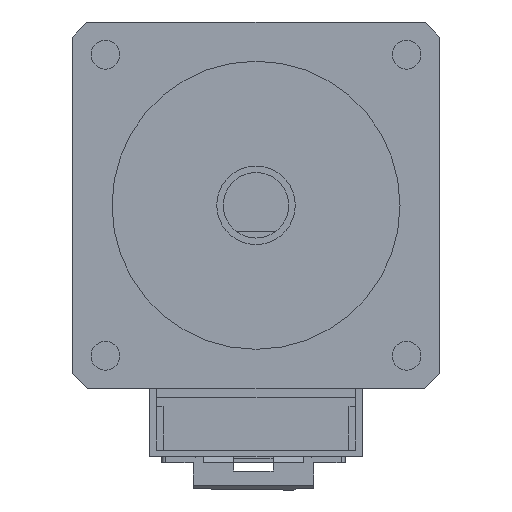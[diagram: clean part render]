
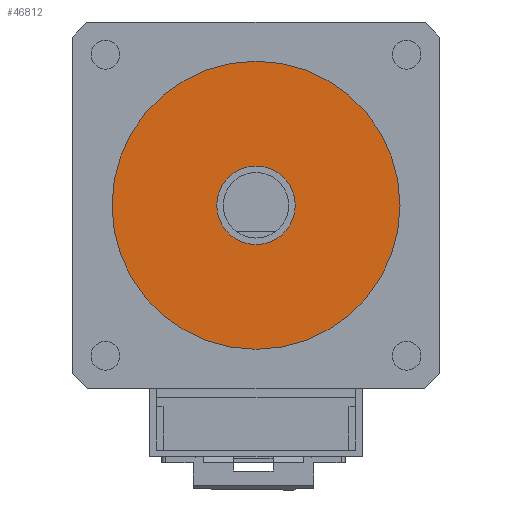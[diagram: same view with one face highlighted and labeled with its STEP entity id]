
A CAD part, front view. The second image highlights one B-rep face of the part: STEP entity #46812.
In plain terms, the highlighted planar face has unit normal (0, -1, 0).
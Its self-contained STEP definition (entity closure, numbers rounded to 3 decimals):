
#1569 = CIRCLE ( 'NONE', #37469, 3. ) ;
#8496 = CIRCLE ( 'NONE', #37067, 3. ) ;
#9889 = PLANE ( 'NONE',  #15028 ) ;
#10054 = DIRECTION ( 'NONE',  ( 0., -1., 0. ) ) ;
#10804 = DIRECTION ( 'NONE',  ( 0., 1., 0. ) ) ;
#12398 = ORIENTED_EDGE ( 'NONE', *, *, #33872, .F. ) ;
#12432 = CARTESIAN_POINT ( 'NONE',  ( 0., -1.8, 0. ) ) ;
#13745 = VERTEX_POINT ( 'NONE', #41300 ) ;
#14646 = ORIENTED_EDGE ( 'NONE', *, *, #33937, .F. ) ;
#15028 = AXIS2_PLACEMENT_3D ( 'NONE', #31698, #10054, #35394 ) ;
#15188 = ORIENTED_EDGE ( 'NONE', *, *, #22753, .T. ) ;
#15334 = VERTEX_POINT ( 'NONE', #35773 ) ;
#16048 = DIRECTION ( 'NONE',  ( 0., 0., -1. ) ) ;
#19762 = FACE_OUTER_BOUND ( 'NONE', #30572, .T. ) ;
#20322 = DIRECTION ( 'NONE',  ( 0., 1., 0. ) ) ;
#21395 = CIRCLE ( 'NONE', #41442, 11. ) ;
#21529 = CARTESIAN_POINT ( 'NONE',  ( 0., -1.8, 0. ) ) ;
#21870 = AXIS2_PLACEMENT_3D ( 'NONE', #12432, #37833, #16048 ) ;
#22753 = EDGE_CURVE ( 'NONE', #15334, #26747, #1569, .T. ) ;
#25287 = DIRECTION ( 'NONE',  ( 0., 0., 1. ) ) ;
#26747 = VERTEX_POINT ( 'NONE', #47157 ) ;
#27136 = CIRCLE ( 'NONE', #21870, 11. ) ;
#30572 = EDGE_LOOP ( 'NONE', ( #12398, #14646 ) ) ;
#31683 = EDGE_LOOP ( 'NONE', ( #32164, #15188 ) ) ;
#31698 = CARTESIAN_POINT ( 'NONE',  ( 0., -1.8, 0. ) ) ;
#32164 = ORIENTED_EDGE ( 'NONE', *, *, #32987, .T. ) ;
#32428 = CARTESIAN_POINT ( 'NONE',  ( 0., -1.8, 0. ) ) ;
#32987 = EDGE_CURVE ( 'NONE', #26747, #15334, #8496, .T. ) ;
#33872 = EDGE_CURVE ( 'NONE', #13745, #45573, #27136, .T. ) ;
#33937 = EDGE_CURVE ( 'NONE', #45573, #13745, #21395, .T. ) ;
#35394 = DIRECTION ( 'NONE',  ( 0., 0., -1. ) ) ;
#35773 = CARTESIAN_POINT ( 'NONE',  ( 0., -1.8, -3. ) ) ;
#36110 = DIRECTION ( 'NONE',  ( 0., 0., 1. ) ) ;
#37067 = AXIS2_PLACEMENT_3D ( 'NONE', #32428, #10804, #36110 ) ;
#37469 = AXIS2_PLACEMENT_3D ( 'NONE', #21529, #47132, #25287 ) ;
#37588 = CARTESIAN_POINT ( 'NONE',  ( 0., -1.8, 11. ) ) ;
#37833 = DIRECTION ( 'NONE',  ( 0., 1., 0. ) ) ;
#37972 = FACE_BOUND ( 'NONE', #31683, .T. ) ;
#41300 = CARTESIAN_POINT ( 'NONE',  ( 0., -1.8, -11. ) ) ;
#41442 = AXIS2_PLACEMENT_3D ( 'NONE', #42158, #20322, #45856 ) ;
#42158 = CARTESIAN_POINT ( 'NONE',  ( 0., -1.8, 0. ) ) ;
#45573 = VERTEX_POINT ( 'NONE', #37588 ) ;
#45856 = DIRECTION ( 'NONE',  ( 0., 0., -1. ) ) ;
#46812 = ADVANCED_FACE ( 'NONE', ( #37972, #19762 ), #9889, .T. ) ;
#47132 = DIRECTION ( 'NONE',  ( 0., 1., 0. ) ) ;
#47157 = CARTESIAN_POINT ( 'NONE',  ( 0., -1.8, 3. ) ) ;
